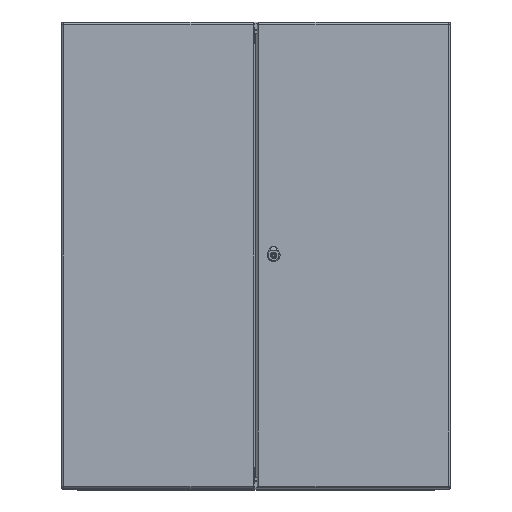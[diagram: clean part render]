
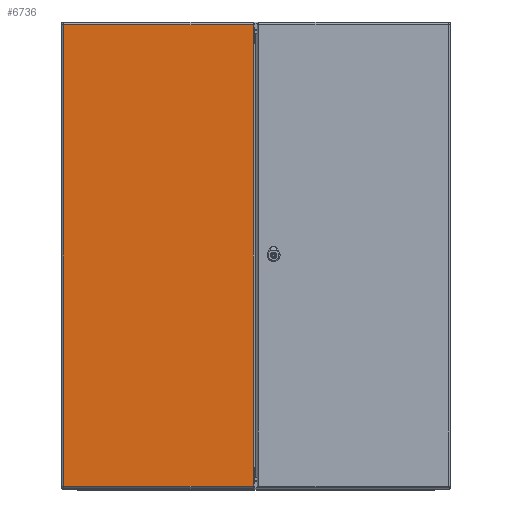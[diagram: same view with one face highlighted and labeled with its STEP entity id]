
A CAD part, top view. The second image highlights one B-rep face of the part: STEP entity #6736.
In plain terms, the highlighted face is planar.
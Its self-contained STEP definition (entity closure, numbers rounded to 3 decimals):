
#6736=ADVANCED_FACE('',(#8293),#7458,.F.);
#7458=PLANE('',#26590);
#8293=FACE_OUTER_BOUND('',#9787,.T.);
#9787=EDGE_LOOP('',(#14825,#14826,#14827,#14828));
#14825=ORIENTED_EDGE('',*,*,#21097,.T.);
#14826=ORIENTED_EDGE('',*,*,#21098,.T.);
#14827=ORIENTED_EDGE('',*,*,#21099,.T.);
#14828=ORIENTED_EDGE('',*,*,#21100,.T.);
#18278=VERTEX_POINT('',#43908);
#18279=VERTEX_POINT('',#43909);
#18280=VERTEX_POINT('',#43911);
#18281=VERTEX_POINT('',#43913);
#21097=EDGE_CURVE('',#18278,#18279,#22967,.T.);
#21098=EDGE_CURVE('',#18279,#18280,#22968,.T.);
#21099=EDGE_CURVE('',#18280,#18281,#22969,.T.);
#21100=EDGE_CURVE('',#18281,#18278,#22970,.T.);
#22967=LINE('',#43907,#24417);
#22968=LINE('',#43910,#24418);
#22969=LINE('',#43912,#24419);
#22970=LINE('',#43914,#24420);
#24417=VECTOR('',#31864,1.);
#24418=VECTOR('',#31865,1.);
#24419=VECTOR('',#31866,1.);
#24420=VECTOR('',#31867,1.);
#26590=AXIS2_PLACEMENT_3D('',#43915,#31868,#31869);
#31864=DIRECTION('',(-1.,0.,0.));
#31865=DIRECTION('',(0.,1.,0.));
#31866=DIRECTION('',(1.,0.,0.));
#31867=DIRECTION('',(0.,-1.,0.));
#31868=DIRECTION('',(0.,0.,1.));
#31869=DIRECTION('',(1.,0.,0.));
#43907=CARTESIAN_POINT('',(0.,-593.5,0.));
#43908=CARTESIAN_POINT('',(244.,-593.5,0.));
#43909=CARTESIAN_POINT('',(-244.,-593.5,0.));
#43910=CARTESIAN_POINT('',(-244.,0.,0.));
#43911=CARTESIAN_POINT('',(-244.,593.5,0.));
#43912=CARTESIAN_POINT('',(0.,593.5,0.));
#43913=CARTESIAN_POINT('',(244.,593.5,0.));
#43914=CARTESIAN_POINT('',(244.,0.,0.));
#43915=CARTESIAN_POINT('',(0.,0.,0.));
